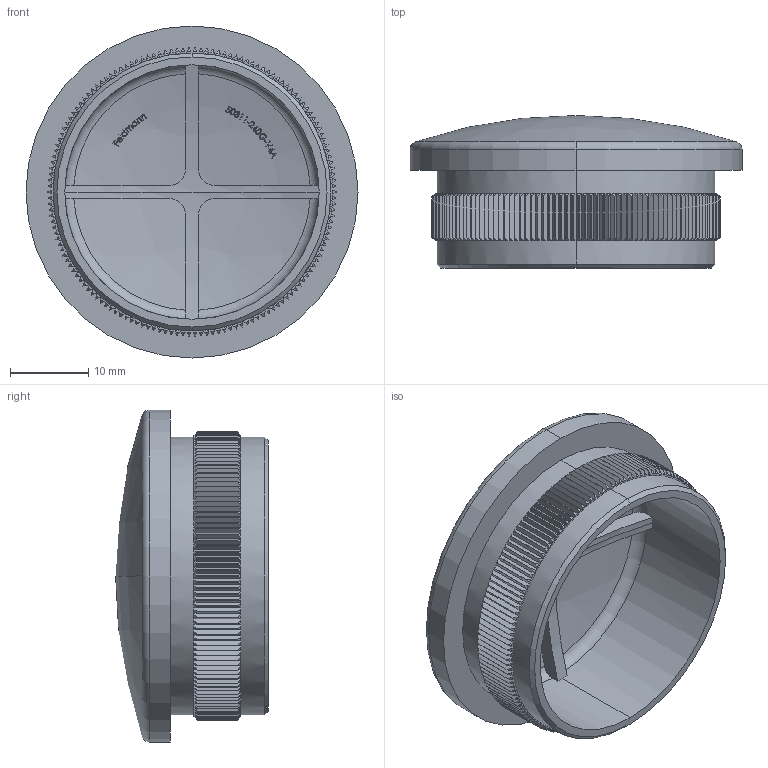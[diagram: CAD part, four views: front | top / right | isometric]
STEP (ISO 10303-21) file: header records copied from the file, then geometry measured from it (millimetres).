
FILE_DESCRIPTION (( 'STEP AP203' ), '1' );
FILE_NAME ('50310-240G-3.step', '2018-10-25T11:50:34', ( '' ), ( '' ), 'SwSTEP 2.0', 'SolidWorks 2015', '' );
FILE_SCHEMA (( 'CONFIG_CONTROL_DESIGN' ));
Length unit declared in the file: millimetre
Products named in the file (1): 50310-240G-3
Bounding box: 42.4 x 19.5 x 42.4 mm (x, y, z)
Volume: 7398.9 mm3; surface area: 7054.3 mm2
Topology: 1 solids, 1 shells, 1358 faces, 3366 edges, 2042 vertices
Faces by surface type: plane 747, cone 302, cylinder 162, bspline 103, sphere 38, torus 6
Entity records: 44858 total; most frequent: CARTESIAN_POINT 13691, ORIENTED_EDGE 6732, DIRECTION 6284, EDGE_CURVE 3366, AXIS2_PLACEMENT_3D 2484, VERTEX_POINT 2042, EDGE_LOOP 1390, ADVANCED_FACE 1358
